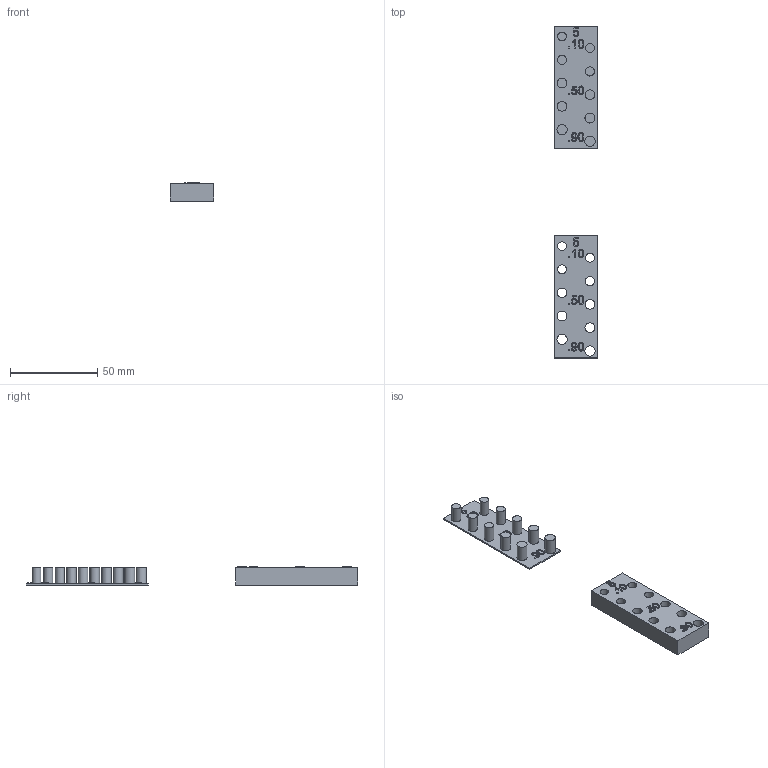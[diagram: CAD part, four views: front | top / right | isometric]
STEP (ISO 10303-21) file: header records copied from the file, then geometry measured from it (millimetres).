
FILE_DESCRIPTION(/* description */ ('','CAx-IF Rec.Pracs.---Representation and Presentation of Product Manufacturing Information (PMI)---4.0---2014-10-13'),/* implementation_level */ '2;1');
FILE_NAME(/* name */ '05 mm 3D Holes and Pins Kit v2.step',/* time_stamp */ '2025-03-16T20:56:00+01:00',/* author */ (''),/* organization */ (''),/* preprocessor_version */ 'ST-DEVELOPER v20',/* originating_system */ 'Autodesk Translation Framework v13.20.0.188',/* authorisation */ '');
FILE_SCHEMA (('AP242_MANAGED_MODEL_BASED_3D_ENGINEERING_MIM_LF { 1 0 10303 442 1 1 4 }'));
Length unit declared in the file: millimetre
Products named in the file (1): 05 mm 3D Holes and Pins Kit
Bounding box: 25 x 190 x 10.4 mm (x, y, z)
Volume: 18788.9 mm3; surface area: 12334.5 mm2
Topology: 22 solids, 22 shells, 392 faces, 1014 edges, 676 vertices
Faces by surface type: bspline 246, plane 126, cylinder 20
Full cylindrical faces by diameter (mm): 5 x2, 5.1 x2, 5.2 x2, 5.3 x2, 5.4 x2, 5.5 x2, 5.6 x2, 5.7 x2, 5.8 x2, 5.9 x2
Entity records: 15050 total; most frequent: CARTESIAN_POINT 7033, ORIENTED_EDGE 2028, EDGE_CURVE 1014, DIRECTION 856, VERTEX_POINT 676, B_SPLINE_CURVE_WITH_KNOTS 492, LINE 482, VECTOR 482
